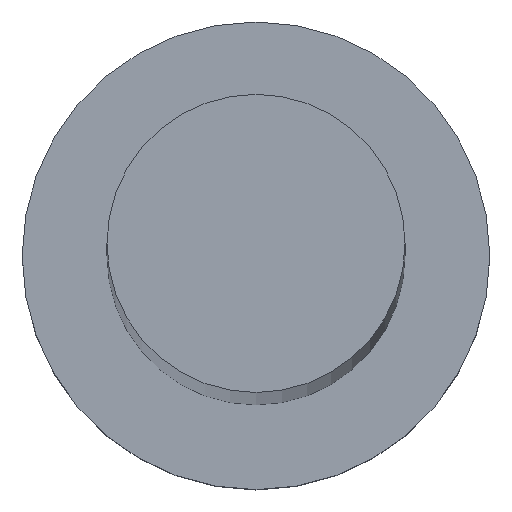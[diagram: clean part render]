
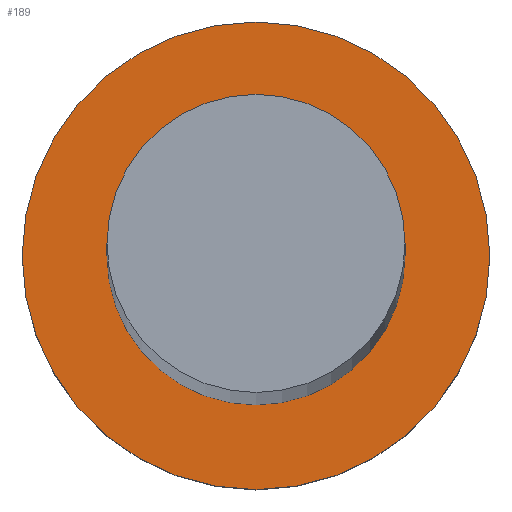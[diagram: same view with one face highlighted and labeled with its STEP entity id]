
A CAD part, top view. The second image highlights one B-rep face of the part: STEP entity #189.
In plain terms, the highlighted planar face has unit normal (0, 0, 1).
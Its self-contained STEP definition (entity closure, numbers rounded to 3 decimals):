
#5 = CARTESIAN_POINT ( 'NONE',  ( 0., 0., 6.5 ) ) ;
#7 = CIRCLE ( 'NONE', #147, 8. ) ;
#8 = VERTEX_POINT ( 'NONE', #115 ) ;
#10 = DIRECTION ( 'NONE',  ( 1., 0., 0. ) ) ;
#31 = PLANE ( 'NONE',  #164 ) ;
#36 = DIRECTION ( 'NONE',  ( 0., 0., 1. ) ) ;
#38 = ORIENTED_EDGE ( 'NONE', *, *, #242, .T. ) ;
#45 = EDGE_CURVE ( 'NONE', #238, #198, #7, .T. ) ;
#46 = FACE_BOUND ( 'NONE', #117, .T. ) ;
#47 = CARTESIAN_POINT ( 'NONE',  ( 0., 0., 6.5 ) ) ;
#52 = ORIENTED_EDGE ( 'NONE', *, *, #45, .T. ) ;
#61 = DIRECTION ( 'NONE',  ( 0., 0., 1. ) ) ;
#62 = DIRECTION ( 'NONE',  ( 1., 0., 0. ) ) ;
#66 = DIRECTION ( 'NONE',  ( 0., 0., 1. ) ) ;
#69 = AXIS2_PLACEMENT_3D ( 'NONE', #132, #36, #118 ) ;
#73 = EDGE_CURVE ( 'NONE', #81, #8, #180, .T. ) ;
#77 = EDGE_CURVE ( 'NONE', #8, #81, #101, .T. ) ;
#78 = EDGE_LOOP ( 'NONE', ( #52, #38 ) ) ;
#81 = VERTEX_POINT ( 'NONE', #177 ) ;
#101 = CIRCLE ( 'NONE', #250, 5.1 ) ;
#115 = CARTESIAN_POINT ( 'NONE',  ( 5.1, 0., 6.5 ) ) ;
#117 = EDGE_LOOP ( 'NONE', ( #181, #157 ) ) ;
#118 = DIRECTION ( 'NONE',  ( 1., 0., 0. ) ) ;
#123 = CARTESIAN_POINT ( 'NONE',  ( -8., 0., 6.5 ) ) ;
#131 = CARTESIAN_POINT ( 'NONE',  ( 0., 0., 6.5 ) ) ;
#132 = CARTESIAN_POINT ( 'NONE',  ( 0., 0., 6.5 ) ) ;
#143 = DIRECTION ( 'NONE',  ( 0., 0., 1. ) ) ;
#147 = AXIS2_PLACEMENT_3D ( 'NONE', #131, #158, #62 ) ;
#157 = ORIENTED_EDGE ( 'NONE', *, *, #77, .F. ) ;
#158 = DIRECTION ( 'NONE',  ( 0., 0., 1. ) ) ;
#164 = AXIS2_PLACEMENT_3D ( 'NONE', #47, #66, #165 ) ;
#165 = DIRECTION ( 'NONE',  ( 1., 0., 0. ) ) ;
#170 = CIRCLE ( 'NONE', #201, 8. ) ;
#177 = CARTESIAN_POINT ( 'NONE',  ( -5.1, 0., 6.5 ) ) ;
#180 = CIRCLE ( 'NONE', #69, 5.1 ) ;
#181 = ORIENTED_EDGE ( 'NONE', *, *, #73, .F. ) ;
#189 = ADVANCED_FACE ( 'NONE', ( #46, #229 ), #31, .T. ) ;
#198 = VERTEX_POINT ( 'NONE', #226 ) ;
#201 = AXIS2_PLACEMENT_3D ( 'NONE', #230, #143, #10 ) ;
#226 = CARTESIAN_POINT ( 'NONE',  ( 8., 0., 6.5 ) ) ;
#229 = FACE_OUTER_BOUND ( 'NONE', #78, .T. ) ;
#230 = CARTESIAN_POINT ( 'NONE',  ( 0., 0., 6.5 ) ) ;
#238 = VERTEX_POINT ( 'NONE', #123 ) ;
#241 = DIRECTION ( 'NONE',  ( 1., 0., 0. ) ) ;
#242 = EDGE_CURVE ( 'NONE', #198, #238, #170, .T. ) ;
#250 = AXIS2_PLACEMENT_3D ( 'NONE', #5, #61, #241 ) ;
